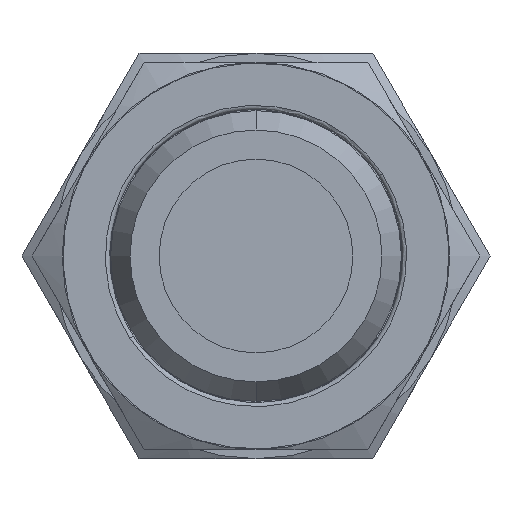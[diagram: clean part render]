
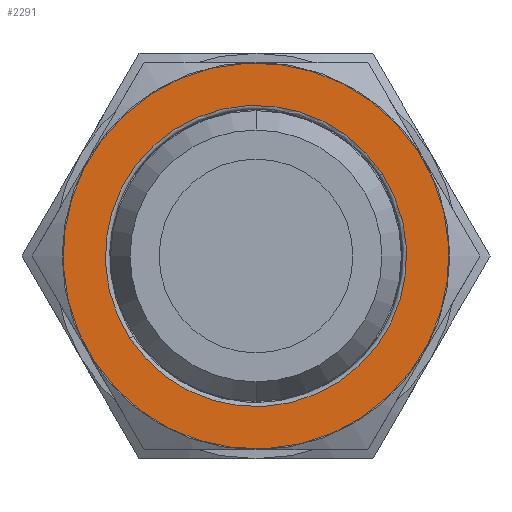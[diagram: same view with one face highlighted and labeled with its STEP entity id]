
A CAD part, front view. The second image highlights one B-rep face of the part: STEP entity #2291.
In plain terms, the highlighted planar face has unit normal (0, -1, 0).
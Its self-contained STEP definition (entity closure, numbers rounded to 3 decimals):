
#362 = EDGE_CURVE ( 'NONE', #971, #973, #1674, .T. ) ;
#397 = EDGE_CURVE ( 'NONE', #994, #1002, #1710, .T. ) ;
#842 = ORIENTED_EDGE ( 'NONE', *, *, #1791, .T. ) ;
#843 = ORIENTED_EDGE ( 'NONE', *, *, #1790, .T. ) ;
#846 = ORIENTED_EDGE ( 'NONE', *, *, #362, .T. ) ;
#848 = ORIENTED_EDGE ( 'NONE', *, *, #397, .T. ) ;
#971 = VERTEX_POINT ( 'NONE', #2439 ) ;
#973 = VERTEX_POINT ( 'NONE', #2450 ) ;
#994 = VERTEX_POINT ( 'NONE', #1962 ) ;
#1002 = VERTEX_POINT ( 'NONE', #1976 ) ;
#1568 = EDGE_LOOP ( 'NONE', ( #843, #846 ) ) ;
#1572 = EDGE_LOOP ( 'NONE', ( #842, #848 ) ) ;
#1674 = CIRCLE ( 'NONE', #1905, 8.55 ) ;
#1710 = CIRCLE ( 'NONE', #1927, 10.95 ) ;
#1721 = CIRCLE ( 'NONE', #1938, 10.95 ) ;
#1723 = CIRCLE ( 'NONE', #1937, 8.55 ) ;
#1790 = EDGE_CURVE ( 'NONE', #973, #971, #1723, .T. ) ;
#1791 = EDGE_CURVE ( 'NONE', #1002, #994, #1721, .T. ) ;
#1905 = AXIS2_PLACEMENT_3D ( 'NONE', #2565, #2566, #2567 ) ;
#1927 = AXIS2_PLACEMENT_3D ( 'NONE', #2433, #2434, #2435 ) ;
#1937 = AXIS2_PLACEMENT_3D ( 'NONE', #2172, #2173, #2174 ) ;
#1938 = AXIS2_PLACEMENT_3D ( 'NONE', #2175, #2176, #2177 ) ;
#1962 = CARTESIAN_POINT ( 'NONE',  ( 9.167, 8.9, 5.989 ) ) ;
#1976 = CARTESIAN_POINT ( 'NONE',  ( -9.167, 8.9, -5.989 ) ) ;
#2172 = CARTESIAN_POINT ( 'NONE',  ( 0., 8.9, 0. ) ) ;
#2173 = DIRECTION ( 'NONE',  ( 0., 1., 0. ) ) ;
#2174 = DIRECTION ( 'NONE',  ( 0.837, 0., 0.547 ) ) ;
#2175 = CARTESIAN_POINT ( 'NONE',  ( 0., 8.9, 0. ) ) ;
#2176 = DIRECTION ( 'NONE',  ( 0., -1., 0. ) ) ;
#2177 = DIRECTION ( 'NONE',  ( 0.837, 0., 0.547 ) ) ;
#2291 = ADVANCED_FACE ( 'NONE', ( #4289, #4293 ), #3591, .T. ) ;
#2433 = CARTESIAN_POINT ( 'NONE',  ( 0., 8.9, 0. ) ) ;
#2434 = DIRECTION ( 'NONE',  ( 0., -1., 0. ) ) ;
#2435 = DIRECTION ( 'NONE',  ( 0.837, 0., 0.547 ) ) ;
#2439 = CARTESIAN_POINT ( 'NONE',  ( -7.158, 8.9, -4.676 ) ) ;
#2450 = CARTESIAN_POINT ( 'NONE',  ( 7.158, 8.9, 4.676 ) ) ;
#2565 = CARTESIAN_POINT ( 'NONE',  ( 0., 8.9, 0. ) ) ;
#2566 = DIRECTION ( 'NONE',  ( 0., 1., 0. ) ) ;
#2567 = DIRECTION ( 'NONE',  ( 0.837, 0., 0.547 ) ) ;
#2719 = AXIS2_PLACEMENT_3D ( 'NONE', #3598, #3599, #3600 ) ;
#3591 = PLANE ( 'NONE',  #2719 ) ;
#3598 = CARTESIAN_POINT ( 'NONE',  ( 0., 8.9, 0. ) ) ;
#3599 = DIRECTION ( 'NONE',  ( 0., -1., 0. ) ) ;
#3600 = DIRECTION ( 'NONE',  ( 0.837, 0., 0.547 ) ) ;
#4289 = FACE_BOUND ( 'NONE', #1568, .T. ) ;
#4293 = FACE_OUTER_BOUND ( 'NONE', #1572, .T. ) ;
